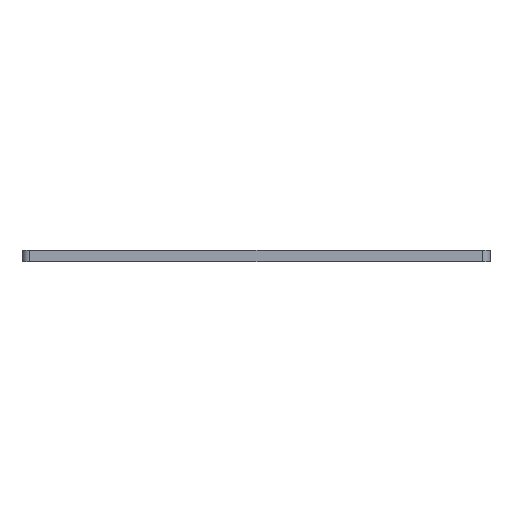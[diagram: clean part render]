
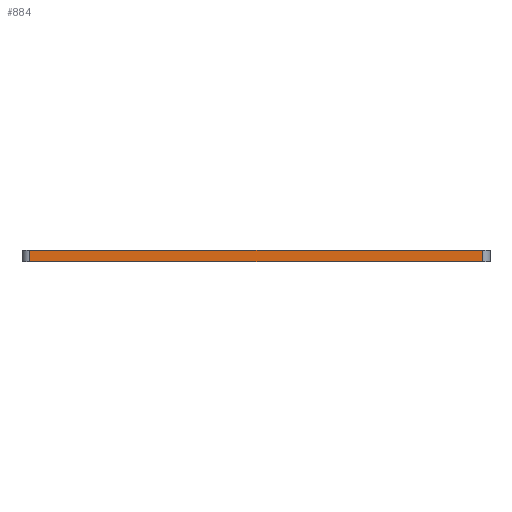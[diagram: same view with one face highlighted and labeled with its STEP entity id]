
A CAD part, left-side view. The second image highlights one B-rep face of the part: STEP entity #884.
In plain terms, the highlighted planar face has unit normal (-1, 0, 0).
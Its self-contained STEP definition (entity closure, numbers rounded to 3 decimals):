
#23 = VERTEX_POINT ( 'NONE', #804 ) ;
#66 = FACE_OUTER_BOUND ( 'NONE', #140, .T. ) ;
#68 = AXIS2_PLACEMENT_3D ( 'NONE', #660, #519, #329 ) ;
#140 = EDGE_LOOP ( 'NONE', ( #1306, #1270, #1319, #1562 ) ) ;
#208 = VERTEX_POINT ( 'NONE', #1730 ) ;
#276 = DIRECTION ( 'NONE',  ( 0., 0., 1. ) ) ;
#320 = LINE ( 'NONE', #783, #1877 ) ;
#329 = DIRECTION ( 'NONE',  ( 0., 0., -1. ) ) ;
#418 = VECTOR ( 'NONE', #1737, 1000. ) ;
#484 = EDGE_CURVE ( 'NONE', #208, #905, #646, .T. ) ;
#503 = CARTESIAN_POINT ( 'NONE',  ( -299.5, -299.5, 0. ) ) ;
#519 = DIRECTION ( 'NONE',  ( 1., 0., 0. ) ) ;
#562 = EDGE_CURVE ( 'NONE', #23, #208, #717, .T. ) ;
#607 = CARTESIAN_POINT ( 'NONE',  ( -299.5, -289.5, 15. ) ) ;
#640 = VECTOR ( 'NONE', #949, 1000. ) ;
#646 = LINE ( 'NONE', #503, #640 ) ;
#660 = CARTESIAN_POINT ( 'NONE',  ( -299.5, -299.5, 15. ) ) ;
#717 = LINE ( 'NONE', #1568, #418 ) ;
#733 = LINE ( 'NONE', #1918, #1430 ) ;
#783 = CARTESIAN_POINT ( 'NONE',  ( -299.5, -299.5, 15. ) ) ;
#804 = CARTESIAN_POINT ( 'NONE',  ( -299.5, 289.5, 15. ) ) ;
#884 = ADVANCED_FACE ( 'NONE', ( #66 ), #1669, .F. ) ;
#905 = VERTEX_POINT ( 'NONE', #1372 ) ;
#949 = DIRECTION ( 'NONE',  ( 0., -1., 0. ) ) ;
#1065 = EDGE_CURVE ( 'NONE', #905, #1660, #733, .T. ) ;
#1270 = ORIENTED_EDGE ( 'NONE', *, *, #562, .T. ) ;
#1306 = ORIENTED_EDGE ( 'NONE', *, *, #1749, .F. ) ;
#1319 = ORIENTED_EDGE ( 'NONE', *, *, #484, .T. ) ;
#1372 = CARTESIAN_POINT ( 'NONE',  ( -299.5, -289.5, 0. ) ) ;
#1430 = VECTOR ( 'NONE', #276, 1000. ) ;
#1562 = ORIENTED_EDGE ( 'NONE', *, *, #1065, .T. ) ;
#1568 = CARTESIAN_POINT ( 'NONE',  ( -299.5, 289.5, 15. ) ) ;
#1660 = VERTEX_POINT ( 'NONE', #607 ) ;
#1669 = PLANE ( 'NONE',  #68 ) ;
#1730 = CARTESIAN_POINT ( 'NONE',  ( -299.5, 289.5, 0. ) ) ;
#1737 = DIRECTION ( 'NONE',  ( 0., 0., -1. ) ) ;
#1749 = EDGE_CURVE ( 'NONE', #23, #1660, #320, .T. ) ;
#1843 = DIRECTION ( 'NONE',  ( 0., -1., 0. ) ) ;
#1877 = VECTOR ( 'NONE', #1843, 1000. ) ;
#1918 = CARTESIAN_POINT ( 'NONE',  ( -299.5, -289.5, 15. ) ) ;
